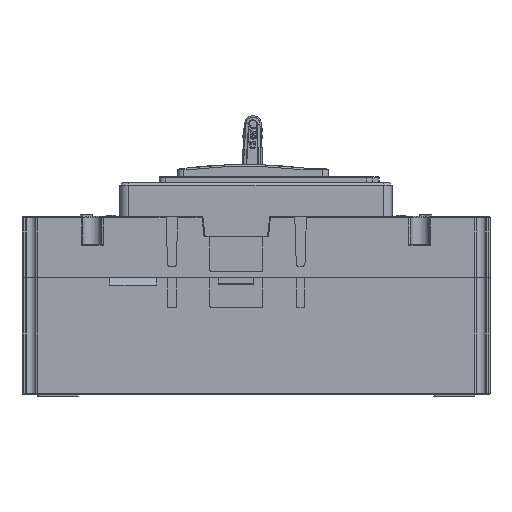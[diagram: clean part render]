
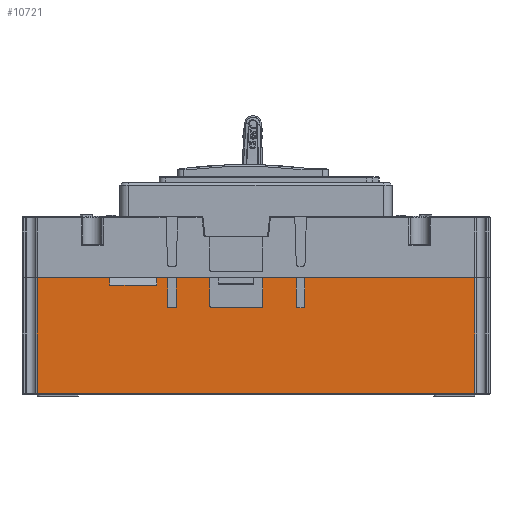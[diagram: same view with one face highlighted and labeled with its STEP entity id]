
A CAD part, left-side view. The second image highlights one B-rep face of the part: STEP entity #10721.
In plain terms, the highlighted planar face has unit normal (-1, 0, 0).
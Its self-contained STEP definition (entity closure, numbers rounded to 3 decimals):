
#5427=FACE_OUTER_BOUND('',#20863,.T.);
#10721=ADVANCED_FACE('',(#5427),#15705,.T.);
#15705=PLANE('',#105740);
#20863=EDGE_LOOP('',(#38223,#38224,#38225,#38226,#38227,#38228,#38229,#38230,
#38231,#38232,#38233,#38234,#38235,#38236,#38237,#38238,#38239,#38240,#38241,
#38242,#38243,#38244,#38245,#38246,#38247,#38248));
#26098=CIRCLE('',#105734,0.5);
#26099=CIRCLE('',#105735,0.5);
#26100=CIRCLE('',#105736,0.5);
#26101=CIRCLE('',#105737,0.5);
#26102=CIRCLE('',#105738,0.5);
#26103=CIRCLE('',#105739,0.5);
#38223=ORIENTED_EDGE('',*,*,#72333,.T.);
#38224=ORIENTED_EDGE('',*,*,#72334,.T.);
#38225=ORIENTED_EDGE('',*,*,#71849,.T.);
#38226=ORIENTED_EDGE('',*,*,#72128,.F.);
#38227=ORIENTED_EDGE('',*,*,#72335,.T.);
#38228=ORIENTED_EDGE('',*,*,#72336,.T.);
#38229=ORIENTED_EDGE('',*,*,#72337,.T.);
#38230=ORIENTED_EDGE('',*,*,#72338,.T.);
#38231=ORIENTED_EDGE('',*,*,#72339,.F.);
#38232=ORIENTED_EDGE('',*,*,#72124,.F.);
#38233=ORIENTED_EDGE('',*,*,#72340,.T.);
#38234=ORIENTED_EDGE('',*,*,#72341,.T.);
#38235=ORIENTED_EDGE('',*,*,#72342,.T.);
#38236=ORIENTED_EDGE('',*,*,#72343,.T.);
#38237=ORIENTED_EDGE('',*,*,#72344,.F.);
#38238=ORIENTED_EDGE('',*,*,#72345,.F.);
#38239=ORIENTED_EDGE('',*,*,#72346,.T.);
#38240=ORIENTED_EDGE('',*,*,#72347,.T.);
#38241=ORIENTED_EDGE('',*,*,#72348,.T.);
#38242=ORIENTED_EDGE('',*,*,#72349,.T.);
#38243=ORIENTED_EDGE('',*,*,#72350,.F.);
#38244=ORIENTED_EDGE('',*,*,#72351,.F.);
#38245=ORIENTED_EDGE('',*,*,#72352,.F.);
#38246=ORIENTED_EDGE('',*,*,#72353,.T.);
#38247=ORIENTED_EDGE('',*,*,#72354,.T.);
#38248=ORIENTED_EDGE('',*,*,#72355,.F.);
#60715=VERTEX_POINT('',#149860);
#60716=VERTEX_POINT('',#149861);
#60921=VERTEX_POINT('',#150404);
#60922=VERTEX_POINT('',#150406);
#60925=VERTEX_POINT('',#150412);
#61123=VERTEX_POINT('',#150823);
#61124=VERTEX_POINT('',#150824);
#61125=VERTEX_POINT('',#150827);
#61126=VERTEX_POINT('',#150829);
#61127=VERTEX_POINT('',#150831);
#61128=VERTEX_POINT('',#150833);
#61129=VERTEX_POINT('',#150836);
#61130=VERTEX_POINT('',#150838);
#61131=VERTEX_POINT('',#150840);
#61132=VERTEX_POINT('',#150842);
#61133=VERTEX_POINT('',#150844);
#61134=VERTEX_POINT('',#150846);
#61135=VERTEX_POINT('',#150848);
#61136=VERTEX_POINT('',#150850);
#61137=VERTEX_POINT('',#150852);
#61138=VERTEX_POINT('',#150854);
#61139=VERTEX_POINT('',#150856);
#61140=VERTEX_POINT('',#150858);
#61141=VERTEX_POINT('',#150860);
#61142=VERTEX_POINT('',#150862);
#61143=VERTEX_POINT('',#150864);
#71849=EDGE_CURVE('',#60715,#60716,#85414,.T.);
#72124=EDGE_CURVE('',#60921,#60922,#85624,.T.);
#72128=EDGE_CURVE('',#60925,#60716,#85628,.T.);
#72333=EDGE_CURVE('',#61123,#61124,#85747,.T.);
#72334=EDGE_CURVE('',#61124,#60715,#85748,.T.);
#72335=EDGE_CURVE('',#60925,#61125,#85749,.T.);
#72336=EDGE_CURVE('',#61125,#61126,#26098,.T.);
#72337=EDGE_CURVE('',#61126,#61127,#85750,.T.);
#72338=EDGE_CURVE('',#61127,#61128,#26099,.T.);
#72339=EDGE_CURVE('',#60922,#61128,#85751,.T.);
#72340=EDGE_CURVE('',#60921,#61129,#85752,.T.);
#72341=EDGE_CURVE('',#61129,#61130,#26100,.T.);
#72342=EDGE_CURVE('',#61130,#61131,#85753,.T.);
#72343=EDGE_CURVE('',#61131,#61132,#26101,.T.);
#72344=EDGE_CURVE('',#61133,#61132,#85754,.T.);
#72345=EDGE_CURVE('',#61134,#61133,#85755,.T.);
#72346=EDGE_CURVE('',#61134,#61135,#85756,.T.);
#72347=EDGE_CURVE('',#61135,#61136,#26102,.T.);
#72348=EDGE_CURVE('',#61136,#61137,#85757,.T.);
#72349=EDGE_CURVE('',#61137,#61138,#26103,.T.);
#72350=EDGE_CURVE('',#61139,#61138,#85758,.T.);
#72351=EDGE_CURVE('',#61140,#61139,#85759,.T.);
#72352=EDGE_CURVE('',#61141,#61140,#85760,.T.);
#72353=EDGE_CURVE('',#61141,#61142,#85761,.T.);
#72354=EDGE_CURVE('',#61142,#61143,#85762,.T.);
#72355=EDGE_CURVE('',#61123,#61143,#85763,.T.);
#85414=LINE('',#149859,#95839);
#85624=LINE('',#150405,#96049);
#85628=LINE('',#150413,#96053);
#85747=LINE('',#150822,#96172);
#85748=LINE('',#150825,#96173);
#85749=LINE('',#150826,#96174);
#85750=LINE('',#150830,#96175);
#85751=LINE('',#150834,#96176);
#85752=LINE('',#150835,#96177);
#85753=LINE('',#150839,#96178);
#85754=LINE('',#150843,#96179);
#85755=LINE('',#150845,#96180);
#85756=LINE('',#150847,#96181);
#85757=LINE('',#150851,#96182);
#85758=LINE('',#150855,#96183);
#85759=LINE('',#150857,#96184);
#85760=LINE('',#150859,#96185);
#85761=LINE('',#150861,#96186);
#85762=LINE('',#150863,#96187);
#85763=LINE('',#150865,#96188);
#95839=VECTOR('',#120694,1.);
#96049=VECTOR('',#121162,1.);
#96053=VECTOR('',#121166,1.);
#96172=VECTOR('',#121471,1.);
#96173=VECTOR('',#121472,1.);
#96174=VECTOR('',#121473,1.);
#96175=VECTOR('',#121476,1.);
#96176=VECTOR('',#121479,1.);
#96177=VECTOR('',#121480,1.);
#96178=VECTOR('',#121483,1.);
#96179=VECTOR('',#121486,1.);
#96180=VECTOR('',#121487,1.);
#96181=VECTOR('',#121488,1.);
#96182=VECTOR('',#121491,1.);
#96183=VECTOR('',#121494,1.);
#96184=VECTOR('',#121495,1.);
#96185=VECTOR('',#121496,1.);
#96186=VECTOR('',#121497,1.);
#96187=VECTOR('',#121498,1.);
#96188=VECTOR('',#121499,1.);
#105734=AXIS2_PLACEMENT_3D('',#150828,#121474,#121475);
#105735=AXIS2_PLACEMENT_3D('',#150832,#121477,#121478);
#105736=AXIS2_PLACEMENT_3D('',#150837,#121481,#121482);
#105737=AXIS2_PLACEMENT_3D('',#150841,#121484,#121485);
#105738=AXIS2_PLACEMENT_3D('',#150849,#121489,#121490);
#105739=AXIS2_PLACEMENT_3D('',#150853,#121492,#121493);
#105740=AXIS2_PLACEMENT_3D('',#150866,#121500,#121501);
#120694=DIRECTION('',(0.,0.,1.));
#121162=DIRECTION('',(0.,-1.,0.));
#121166=DIRECTION('',(0.,-1.,0.));
#121471=DIRECTION('',(0.,0.,-1.));
#121472=DIRECTION('',(0.,-1.,0.));
#121473=DIRECTION('',(0.,0.,-1.));
#121474=DIRECTION('',(1.,0.,0.));
#121475=DIRECTION('',(0.,0.,1.));
#121476=DIRECTION('',(0.,1.,0.));
#121477=DIRECTION('',(1.,0.,0.));
#121478=DIRECTION('',(0.,0.,1.));
#121479=DIRECTION('',(0.,0.,-1.));
#121480=DIRECTION('',(0.,0.,-1.));
#121481=DIRECTION('',(1.,0.,0.));
#121482=DIRECTION('',(0.,0.,1.));
#121483=DIRECTION('',(0.,1.,0.));
#121484=DIRECTION('',(1.,0.,0.));
#121485=DIRECTION('',(0.,0.,1.));
#121486=DIRECTION('',(0.,0.,-1.));
#121487=DIRECTION('',(0.,-1.,0.));
#121488=DIRECTION('',(0.,0.,-1.));
#121489=DIRECTION('',(1.,0.,0.));
#121490=DIRECTION('',(0.,0.,1.));
#121491=DIRECTION('',(0.,1.,0.));
#121492=DIRECTION('',(1.,0.,0.));
#121493=DIRECTION('',(0.,0.,1.));
#121494=DIRECTION('',(0.,0.,-1.));
#121495=DIRECTION('',(0.,-1.,0.));
#121496=DIRECTION('',(0.,0.,1.));
#121497=DIRECTION('',(0.,1.,0.));
#121498=DIRECTION('',(0.,0.,1.));
#121499=DIRECTION('',(0.,-1.,0.));
#121500=DIRECTION('',(-1.,0.,0.));
#121501=DIRECTION('',(0.,-1.,0.));
#149859=CARTESIAN_POINT('',(149.,5.194,0.));
#149860=CARTESIAN_POINT('',(149.,5.194,-39.5));
#149861=CARTESIAN_POINT('',(149.,5.194,0.));
#150404=CARTESIAN_POINT('',(149.,77.75,0.));
#150405=CARTESIAN_POINT('',(149.,160.,0.));
#150406=CARTESIAN_POINT('',(149.,66.3,0.));
#150412=CARTESIAN_POINT('',(149.,63.3,0.));
#150413=CARTESIAN_POINT('',(149.,165.,0.));
#150822=CARTESIAN_POINT('',(149.,154.806,-40.));
#150823=CARTESIAN_POINT('',(149.,154.806,0.));
#150824=CARTESIAN_POINT('',(149.,154.806,-39.5));
#150825=CARTESIAN_POINT('',(149.,165.,-39.5));
#150826=CARTESIAN_POINT('',(149.,63.3,0.7));
#150827=CARTESIAN_POINT('',(149.,63.3,-9.8));
#150828=CARTESIAN_POINT('',(149.,63.8,-9.8));
#150829=CARTESIAN_POINT('',(149.,63.8,-10.3));
#150830=CARTESIAN_POINT('',(149.,160.,-10.3));
#150831=CARTESIAN_POINT('',(149.,65.8,-10.3));
#150832=CARTESIAN_POINT('',(149.,65.8,-9.8));
#150833=CARTESIAN_POINT('',(149.,66.3,-9.8));
#150834=CARTESIAN_POINT('',(149.,66.3,0.7));
#150835=CARTESIAN_POINT('',(149.,77.75,0.7));
#150836=CARTESIAN_POINT('',(149.,77.75,-9.8));
#150837=CARTESIAN_POINT('',(149.,78.25,-9.8));
#150838=CARTESIAN_POINT('',(149.,78.25,-10.3));
#150839=CARTESIAN_POINT('',(149.,82.5,-10.3));
#150840=CARTESIAN_POINT('',(149.,95.25,-10.3));
#150841=CARTESIAN_POINT('',(149.,95.25,-9.8));
#150842=CARTESIAN_POINT('',(149.,95.75,-9.8));
#150843=CARTESIAN_POINT('',(149.,95.75,0.7));
#150844=CARTESIAN_POINT('',(149.,95.75,0.));
#150845=CARTESIAN_POINT('',(149.,160.,0.));
#150846=CARTESIAN_POINT('',(149.,107.2,0.));
#150847=CARTESIAN_POINT('',(149.,107.2,0.7));
#150848=CARTESIAN_POINT('',(149.,107.2,-9.8));
#150849=CARTESIAN_POINT('',(149.,107.7,-9.8));
#150850=CARTESIAN_POINT('',(149.,107.7,-10.3));
#150851=CARTESIAN_POINT('',(149.,82.5,-10.3));
#150852=CARTESIAN_POINT('',(149.,109.7,-10.3));
#150853=CARTESIAN_POINT('',(149.,109.7,-9.8));
#150854=CARTESIAN_POINT('',(149.,110.2,-9.8));
#150855=CARTESIAN_POINT('',(149.,110.2,0.7));
#150856=CARTESIAN_POINT('',(149.,110.2,0.));
#150857=CARTESIAN_POINT('',(149.,160.,0.));
#150858=CARTESIAN_POINT('',(149.,114.,0.));
#150859=CARTESIAN_POINT('',(149.,114.,-2.5));
#150860=CARTESIAN_POINT('',(149.,114.,-2.5));
#150861=CARTESIAN_POINT('',(149.,114.,-2.5));
#150862=CARTESIAN_POINT('',(149.,130.,-2.5));
#150863=CARTESIAN_POINT('',(149.,130.,-2.5));
#150864=CARTESIAN_POINT('',(149.,130.,0.));
#150865=CARTESIAN_POINT('',(149.,145.672,0.));
#150866=CARTESIAN_POINT('',(149.,165.,-40.));
